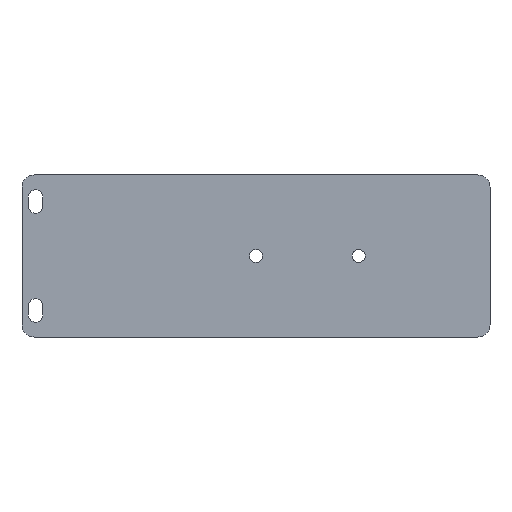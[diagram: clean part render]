
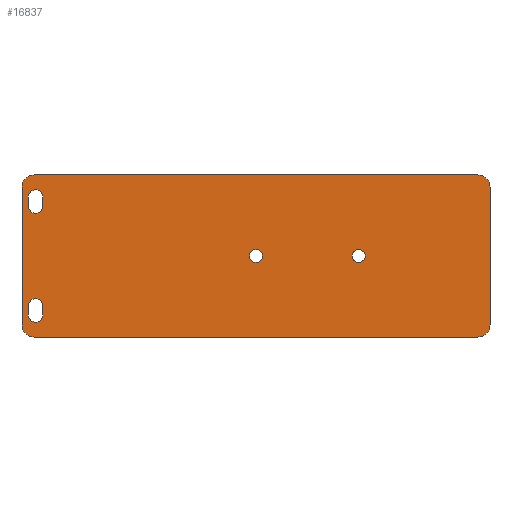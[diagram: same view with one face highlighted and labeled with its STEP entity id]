
A CAD part, front view. The second image highlights one B-rep face of the part: STEP entity #16837.
In plain terms, the highlighted planar face has unit normal (0, -1, 0).
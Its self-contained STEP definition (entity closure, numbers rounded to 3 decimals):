
#1767=CARTESIAN_POINT('',(114.2,0.,91.));
#1768=DIRECTION('',(0.,1.,0.));
#1769=DIRECTION('',(-1.,0.,0.));
#1770=AXIS2_PLACEMENT_3D('',#1767,#1768,#1769);
#1772=CARTESIAN_POINT('',(114.2,0.,91.));
#1773=DIRECTION('',(0.,1.,0.));
#1774=DIRECTION('',(0.,0.,-1.));
#1775=AXIS2_PLACEMENT_3D('',#1772,#1773,#1774);
#1777=CARTESIAN_POINT('',(114.2,0.,91.));
#1778=DIRECTION('',(0.,1.,0.));
#1779=DIRECTION('',(1.,0.,0.));
#1780=AXIS2_PLACEMENT_3D('',#1777,#1778,#1779);
#1782=CARTESIAN_POINT('',(114.2,0.,91.));
#1783=DIRECTION('',(0.,1.,0.));
#1784=DIRECTION('',(0.,0.,1.));
#1785=AXIS2_PLACEMENT_3D('',#1782,#1783,#1784);
#1787=CARTESIAN_POINT('',(187.7,0.,113.85));
#1788=DIRECTION('',(0.,-1.,0.));
#1789=DIRECTION('',(1.,0.,0.));
#1790=AXIS2_PLACEMENT_3D('',#1787,#1788,#1789);
#1792=CARTESIAN_POINT('',(187.7,0.,68.15));
#1793=DIRECTION('',(0.,-1.,0.));
#1794=DIRECTION('',(0.,0.,-1.));
#1795=AXIS2_PLACEMENT_3D('',#1792,#1793,#1794);
#1797=CARTESIAN_POINT('',(40.7,0.,68.15));
#1798=DIRECTION('',(0.,-1.,0.));
#1799=DIRECTION('',(-1.,0.,0.));
#1800=AXIS2_PLACEMENT_3D('',#1797,#1798,#1799);
#1802=CARTESIAN_POINT('',(40.7,0.,113.85));
#1803=DIRECTION('',(0.,-1.,0.));
#1804=DIRECTION('',(0.,0.,1.));
#1805=AXIS2_PLACEMENT_3D('',#1802,#1803,#1804);
#1807=CARTESIAN_POINT('',(41.2,0.,74.5));
#1808=DIRECTION('',(0.,1.,0.));
#1809=DIRECTION('',(-1.,0.,0.));
#1810=AXIS2_PLACEMENT_3D('',#1807,#1808,#1809);
#1812=DIRECTION('',(0.,0.,1.));
#1813=VECTOR('',#1812,3.);
#1814=CARTESIAN_POINT('',(38.8,0.,71.5));
#1815=LINE('',#1814,#1813);
#1816=CARTESIAN_POINT('',(41.2,0.,71.5));
#1817=DIRECTION('',(0.,1.,0.));
#1818=DIRECTION('',(0.,0.,-1.));
#1819=AXIS2_PLACEMENT_3D('',#1816,#1817,#1818);
#1821=CARTESIAN_POINT('',(41.2,0.,71.5));
#1822=DIRECTION('',(0.,1.,0.));
#1823=DIRECTION('',(1.,0.,0.));
#1824=AXIS2_PLACEMENT_3D('',#1821,#1822,#1823);
#1826=DIRECTION('',(0.,0.,-1.));
#1827=VECTOR('',#1826,3.);
#1828=CARTESIAN_POINT('',(43.6,0.,74.5));
#1829=LINE('',#1828,#1827);
#1830=CARTESIAN_POINT('',(41.2,0.,74.5));
#1831=DIRECTION('',(0.,1.,0.));
#1832=DIRECTION('',(0.,0.,1.));
#1833=AXIS2_PLACEMENT_3D('',#1830,#1831,#1832);
#1835=CARTESIAN_POINT('',(41.2,0.,107.5));
#1836=DIRECTION('',(0.,1.,0.));
#1837=DIRECTION('',(1.,0.,0.));
#1838=AXIS2_PLACEMENT_3D('',#1835,#1836,#1837);
#1840=CARTESIAN_POINT('',(41.2,0.,110.5));
#1841=DIRECTION('',(0.,1.,0.));
#1842=DIRECTION('',(0.,0.,1.));
#1843=AXIS2_PLACEMENT_3D('',#1840,#1841,#1842);
#1845=CARTESIAN_POINT('',(41.2,0.,110.5));
#1846=DIRECTION('',(0.,1.,0.));
#1847=DIRECTION('',(-1.,0.,0.));
#1848=AXIS2_PLACEMENT_3D('',#1845,#1846,#1847);
#1850=CARTESIAN_POINT('',(41.2,0.,107.5));
#1851=DIRECTION('',(0.,1.,0.));
#1852=DIRECTION('',(0.,0.,-1.));
#1853=AXIS2_PLACEMENT_3D('',#1850,#1851,#1852);
#1855=CARTESIAN_POINT('',(148.2,0.,91.));
#1856=DIRECTION('',(0.,1.,0.));
#1857=DIRECTION('',(-1.,0.,0.));
#1858=AXIS2_PLACEMENT_3D('',#1855,#1856,#1857);
#1860=CARTESIAN_POINT('',(148.2,0.,91.));
#1861=DIRECTION('',(0.,1.,0.));
#1862=DIRECTION('',(0.,0.,-1.));
#1863=AXIS2_PLACEMENT_3D('',#1860,#1861,#1862);
#1865=CARTESIAN_POINT('',(148.2,0.,91.));
#1866=DIRECTION('',(0.,1.,0.));
#1867=DIRECTION('',(1.,0.,0.));
#1868=AXIS2_PLACEMENT_3D('',#1865,#1866,#1867);
#1870=CARTESIAN_POINT('',(148.2,0.,91.));
#1871=DIRECTION('',(0.,1.,0.));
#1872=DIRECTION('',(0.,0.,1.));
#1873=AXIS2_PLACEMENT_3D('',#1870,#1871,#1872);
#1921=DIRECTION('',(1.,0.,0.));
#1922=VECTOR('',#1921,147.);
#1923=CARTESIAN_POINT('',(40.7,0.,117.85));
#1924=LINE('',#1923,#1922);
#2328=DIRECTION('',(0.,0.,1.));
#2329=VECTOR('',#2328,45.7);
#2330=CARTESIAN_POINT('',(36.7,0.,68.15));
#2331=LINE('',#2330,#2329);
#2439=DIRECTION('',(0.,0.,1.));
#2440=VECTOR('',#2439,3.);
#2441=CARTESIAN_POINT('',(43.6,0.,107.5));
#2442=LINE('',#2441,#2440);
#2451=DIRECTION('',(0.,0.,-1.));
#2452=VECTOR('',#2451,3.);
#2453=CARTESIAN_POINT('',(38.8,0.,110.5));
#2454=LINE('',#2453,#2452);
#3291=DIRECTION('',(-1.,0.,0.));
#3292=VECTOR('',#3291,147.);
#3293=CARTESIAN_POINT('',(187.7,0.,64.15));
#3294=LINE('',#3293,#3292);
#3411=DIRECTION('',(0.,0.,-1.));
#3412=VECTOR('',#3411,45.7);
#3413=CARTESIAN_POINT('',(191.7,0.,113.85));
#3414=LINE('',#3413,#3412);
#11594=CARTESIAN_POINT('',(150.35,0.,91.));
#11595=VERTEX_POINT('',#11594);
#11596=CARTESIAN_POINT('',(148.2,0.,93.15));
#11597=VERTEX_POINT('',#11596);
#11598=CARTESIAN_POINT('',(146.05,0.,91.));
#11599=VERTEX_POINT('',#11598);
#11600=CARTESIAN_POINT('',(148.2,0.,88.85));
#11601=VERTEX_POINT('',#11600);
#11610=CARTESIAN_POINT('',(187.7,0.,117.85));
#11611=VERTEX_POINT('',#11610);
#11648=CARTESIAN_POINT('',(40.7,0.,117.85));
#11649=VERTEX_POINT('',#11648);
#11652=CARTESIAN_POINT('',(191.7,0.,113.85));
#11653=VERTEX_POINT('',#11652);
#11656=CARTESIAN_POINT('',(191.7,0.,68.15));
#11657=VERTEX_POINT('',#11656);
#11660=CARTESIAN_POINT('',(187.7,0.,64.15));
#11661=VERTEX_POINT('',#11660);
#11663=CARTESIAN_POINT('',(40.7,0.,64.15));
#11665=VERTEX_POINT('',#11663);
#11738=CARTESIAN_POINT('',(36.7,0.,68.15));
#11739=VERTEX_POINT('',#11738);
#11740=CARTESIAN_POINT('',(36.7,0.,113.85));
#11741=VERTEX_POINT('',#11740);
#11790=CARTESIAN_POINT('',(38.8,0.,107.5));
#11791=VERTEX_POINT('',#11790);
#11792=CARTESIAN_POINT('',(38.8,0.,110.5));
#11793=VERTEX_POINT('',#11792);
#11794=CARTESIAN_POINT('',(43.6,0.,110.5));
#11795=VERTEX_POINT('',#11794);
#11796=CARTESIAN_POINT('',(41.2,0.,112.9));
#11797=VERTEX_POINT('',#11796);
#11798=CARTESIAN_POINT('',(43.6,0.,107.5));
#11799=VERTEX_POINT('',#11798);
#11800=CARTESIAN_POINT('',(41.2,0.,105.1));
#11801=VERTEX_POINT('',#11800);
#11818=CARTESIAN_POINT('',(43.6,0.,71.5));
#11819=VERTEX_POINT('',#11818);
#11820=CARTESIAN_POINT('',(43.6,0.,74.5));
#11821=VERTEX_POINT('',#11820);
#11822=CARTESIAN_POINT('',(38.8,0.,74.5));
#11823=CARTESIAN_POINT('',(41.2,0.,76.9));
#11824=VERTEX_POINT('',#11822);
#11825=VERTEX_POINT('',#11823);
#11826=CARTESIAN_POINT('',(38.8,0.,71.5));
#11827=VERTEX_POINT('',#11826);
#11828=CARTESIAN_POINT('',(41.2,0.,69.1));
#11829=VERTEX_POINT('',#11828);
#11884=CARTESIAN_POINT('',(116.35,0.,91.));
#11885=VERTEX_POINT('',#11884);
#11886=CARTESIAN_POINT('',(114.2,0.,93.15));
#11887=VERTEX_POINT('',#11886);
#11888=CARTESIAN_POINT('',(112.05,0.,91.));
#11889=VERTEX_POINT('',#11888);
#11890=CARTESIAN_POINT('',(114.2,0.,88.85));
#11891=VERTEX_POINT('',#11890);
#16770=CARTESIAN_POINT('',(0.,0.,0.));
#16771=DIRECTION('',(0.,-1.,0.));
#16772=DIRECTION('',(0.,0.,-1.));
#16773=AXIS2_PLACEMENT_3D('',#16770,#16771,#16772);
#16774=PLANE('',#16773);
#16776=ORIENTED_EDGE('',*,*,#16775,.T.);
#16778=ORIENTED_EDGE('',*,*,#16777,.F.);
#16780=ORIENTED_EDGE('',*,*,#16779,.T.);
#16782=ORIENTED_EDGE('',*,*,#16781,.F.);
#16784=ORIENTED_EDGE('',*,*,#16783,.T.);
#16786=ORIENTED_EDGE('',*,*,#16785,.F.);
#16788=ORIENTED_EDGE('',*,*,#16787,.T.);
#16790=ORIENTED_EDGE('',*,*,#16789,.F.);
#16791=EDGE_LOOP('',(#16776,#16778,#16780,#16782,#16784,#16786,#16788,#16790));
#16792=FACE_OUTER_BOUND('',#16791,.F.);
#16794=ORIENTED_EDGE('',*,*,#16793,.F.);
#16796=ORIENTED_EDGE('',*,*,#16795,.F.);
#16798=ORIENTED_EDGE('',*,*,#16797,.F.);
#16800=ORIENTED_EDGE('',*,*,#16799,.F.);
#16801=EDGE_LOOP('',(#16794,#16796,#16798,#16800));
#16802=FACE_BOUND('',#16801,.F.);
#16804=ORIENTED_EDGE('',*,*,#16803,.F.);
#16806=ORIENTED_EDGE('',*,*,#16805,.F.);
#16808=ORIENTED_EDGE('',*,*,#16807,.F.);
#16810=ORIENTED_EDGE('',*,*,#16809,.F.);
#16812=ORIENTED_EDGE('',*,*,#16811,.F.);
#16814=ORIENTED_EDGE('',*,*,#16813,.F.);
#16815=EDGE_LOOP('',(#16804,#16806,#16808,#16810,#16812,#16814));
#16816=FACE_BOUND('',#16815,.F.);
#16818=ORIENTED_EDGE('',*,*,#16817,.F.);
#16820=ORIENTED_EDGE('',*,*,#16819,.T.);
#16822=ORIENTED_EDGE('',*,*,#16821,.F.);
#16824=ORIENTED_EDGE('',*,*,#16823,.F.);
#16826=ORIENTED_EDGE('',*,*,#16825,.T.);
#16828=ORIENTED_EDGE('',*,*,#16827,.F.);
#16829=EDGE_LOOP('',(#16818,#16820,#16822,#16824,#16826,#16828));
#16830=FACE_BOUND('',#16829,.F.);
#16831=ORIENTED_EDGE('',*,*,#16763,.F.);
#16832=ORIENTED_EDGE('',*,*,#16749,.F.);
#16833=ORIENTED_EDGE('',*,*,#16747,.F.);
#16834=ORIENTED_EDGE('',*,*,#16765,.F.);
#16835=EDGE_LOOP('',(#16831,#16832,#16833,#16834));
#16836=FACE_BOUND('',#16835,.F.);
#16837=ADVANCED_FACE('',(#16792,#16802,#16816,#16830,#16836),#16774,.T.);
#1771=CIRCLE('',#1770,2.15);
#1776=CIRCLE('',#1775,2.15);
#1781=CIRCLE('',#1780,2.15);
#1786=CIRCLE('',#1785,2.15);
#1791=CIRCLE('',#1790,4.);
#1796=CIRCLE('',#1795,4.);
#1801=CIRCLE('',#1800,4.);
#1806=CIRCLE('',#1805,4.);
#1811=CIRCLE('',#1810,2.4);
#1820=CIRCLE('',#1819,2.4);
#1825=CIRCLE('',#1824,2.4);
#1834=CIRCLE('',#1833,2.4);
#1839=CIRCLE('',#1838,2.4);
#1844=CIRCLE('',#1843,2.4);
#1849=CIRCLE('',#1848,2.4);
#1854=CIRCLE('',#1853,2.4);
#1859=CIRCLE('',#1858,2.15);
#1864=CIRCLE('',#1863,2.15);
#1869=CIRCLE('',#1868,2.15);
#1874=CIRCLE('',#1873,2.15);
#16747=EDGE_CURVE('',#11595,#11601,#1869,.T.);
#16749=EDGE_CURVE('',#11601,#11599,#1864,.T.);
#16763=EDGE_CURVE('',#11599,#11597,#1859,.T.);
#16765=EDGE_CURVE('',#11597,#11595,#1874,.T.);
#16775=EDGE_CURVE('',#11649,#11611,#1924,.T.);
#16777=EDGE_CURVE('',#11653,#11611,#1791,.T.);
#16779=EDGE_CURVE('',#11653,#11657,#3414,.T.);
#16781=EDGE_CURVE('',#11661,#11657,#1796,.T.);
#16783=EDGE_CURVE('',#11661,#11665,#3294,.T.);
#16785=EDGE_CURVE('',#11739,#11665,#1801,.T.);
#16787=EDGE_CURVE('',#11739,#11741,#2331,.T.);
#16789=EDGE_CURVE('',#11649,#11741,#1806,.T.);
#16793=EDGE_CURVE('',#11889,#11887,#1771,.T.);
#16795=EDGE_CURVE('',#11891,#11889,#1776,.T.);
#16797=EDGE_CURVE('',#11885,#11891,#1781,.T.);
#16799=EDGE_CURVE('',#11887,#11885,#1786,.T.);
#16803=EDGE_CURVE('',#11824,#11825,#1811,.T.);
#16805=EDGE_CURVE('',#11827,#11824,#1815,.T.);
#16807=EDGE_CURVE('',#11829,#11827,#1820,.T.);
#16809=EDGE_CURVE('',#11819,#11829,#1825,.T.);
#16811=EDGE_CURVE('',#11821,#11819,#1829,.T.);
#16813=EDGE_CURVE('',#11825,#11821,#1834,.T.);
#16817=EDGE_CURVE('',#11799,#11801,#1839,.T.);
#16819=EDGE_CURVE('',#11799,#11795,#2442,.T.);
#16821=EDGE_CURVE('',#11797,#11795,#1844,.T.);
#16823=EDGE_CURVE('',#11793,#11797,#1849,.T.);
#16825=EDGE_CURVE('',#11793,#11791,#2454,.T.);
#16827=EDGE_CURVE('',#11801,#11791,#1854,.T.);
